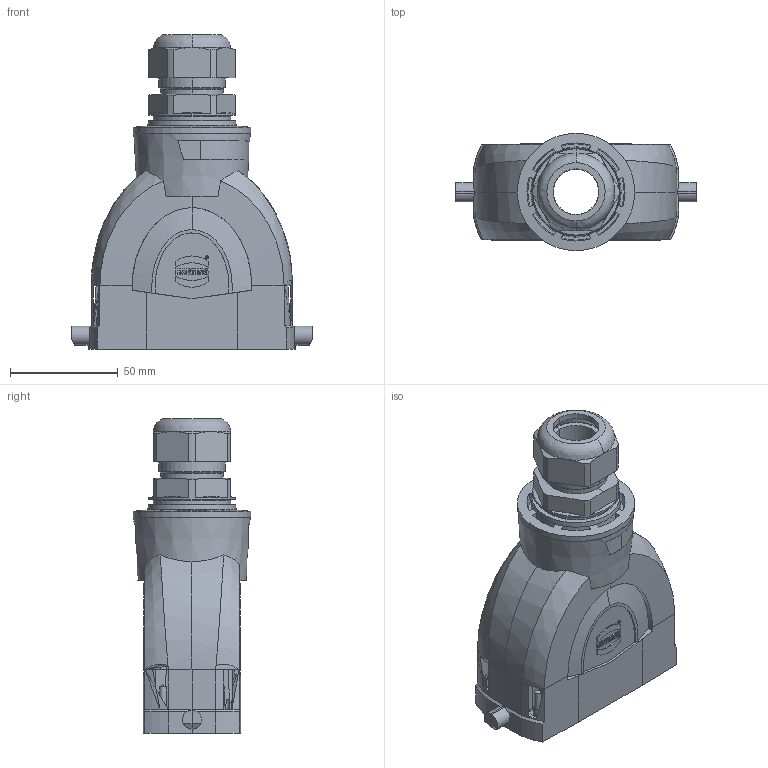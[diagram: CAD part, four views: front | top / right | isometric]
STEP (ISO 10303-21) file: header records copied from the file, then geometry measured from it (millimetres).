
FILE_DESCRIPTION(/* description */ (''),/* implementation_level */ '2;1');
FILE_NAME(/* name */ '100757995ugm000_b.stp',/* time_stamp */ '2022-03-12T06:19:38+01:00',/* author */ (''),/* organization */ (''),/* preprocessor_version */ 'ST-DEVELOPER v16.7',/* originating_system */ 'SIEMENS PLM Software NX 1911',/* authorisation */ '');
FILE_SCHEMA (('AUTOMOTIVE_DESIGN { 1 0 10303 214 3 1 1 1 }'));
Length unit declared in the file: millimetre
Products named in the file (1): 100757995ugm000_b
Bounding box: 111.5 x 54.4 x 145.8 mm (x, y, z)
Volume: 134903.1 mm3; surface area: 64668.3 mm2
Topology: 1 solids, 1 shells, 520 faces, 1558 edges, 1065 vertices
Faces by surface type: plane 277, cylinder 109, bspline 58, cone 55, extrusion 10, revolution 10, torus 1
Full cylindrical faces by diameter (mm): 1.006 x1, 1.477 x1, 3 x4, 3.4 x4, 3.5 x4, 32 x1, 36 x1, 38 x1, 54.4 x1
Entity records: 22369 total; most frequent: CARTESIAN_POINT 8124, ORIENTED_EDGE 3016, DIRECTION 2226, EDGE_CURVE 1508, VERTEX_POINT 1051, AXIS2_PLACEMENT_3D 741, VECTOR 734, LINE 724
